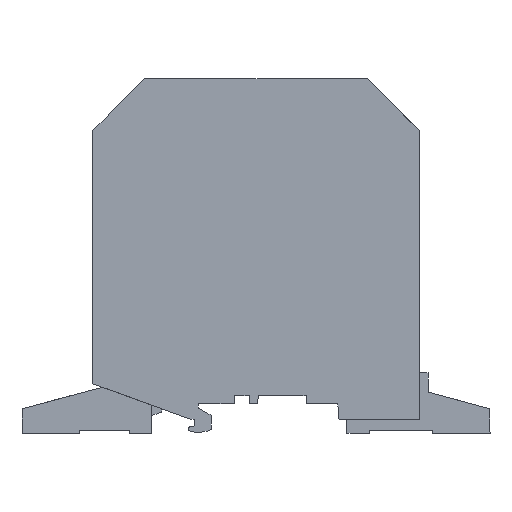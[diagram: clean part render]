
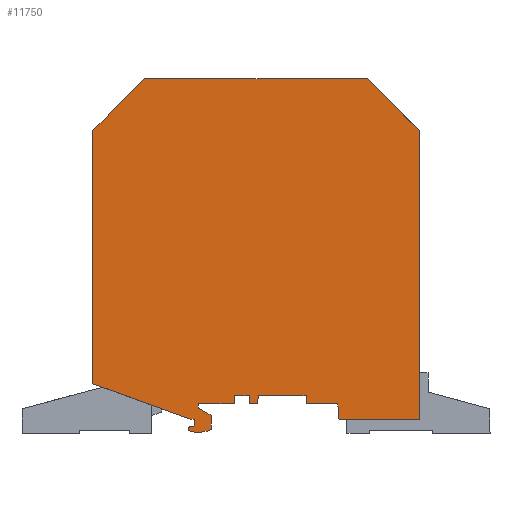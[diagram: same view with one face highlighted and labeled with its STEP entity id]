
A CAD part, left-side view. The second image highlights one B-rep face of the part: STEP entity #11750.
In plain terms, the highlighted face is planar.
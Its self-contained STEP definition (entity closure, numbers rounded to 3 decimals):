
#9530=CARTESIAN_POINT('',(-7.755,52.375,
-25.));
#9540=DIRECTION('',(0.,0.,-1.));
#9550=DIRECTION('',(-1.,0.,0.));
#9560=AXIS2_PLACEMENT_3D('',#9530,#9540,#9550);
#9570=PLANE('',#9560);
#9580=CARTESIAN_POINT('',(0.,-6.131,
-25.));
#9590=DIRECTION('',(0.94,0.342,
0.));
#9600=VECTOR('',#9590,1.);
#9610=LINE('',#9580,#9600);
#9620=CARTESIAN_POINT('',(16.6,-0.089,
-25.));
#9630=VERTEX_POINT('',#9620);
#9640=CARTESIAN_POINT('',(41.4,8.937,
-25.));
#9650=VERTEX_POINT('',#9640);
#9660=EDGE_CURVE('',#9630,#9650,#9610,.T.);
#9670=ORIENTED_EDGE('',*,*,#9660,.F.);
#9680=CARTESIAN_POINT('',(41.4,166.911,-25.)
);
#9690=DIRECTION('',(0.,1.,0.));
#9700=VECTOR('',#9690,1.);
#9710=LINE('',#9680,#9700);
#9720=CARTESIAN_POINT('',(41.4,73.311,
-25.));
#9730=VERTEX_POINT('',#9720);
#9740=EDGE_CURVE('',#9650,#9730,#9710,.T.);
#9750=ORIENTED_EDGE('',*,*,#9740,.F.);
#9760=CARTESIAN_POINT('',(0.,114.711,
-25.));
#9770=DIRECTION('',(-0.707,0.707,
0.));
#9780=VECTOR('',#9770,1.);
#9790=LINE('',#9760,#9780);
#9800=CARTESIAN_POINT('',(28.3,86.411,-25.));
#9810=VERTEX_POINT('',#9800);
#9820=EDGE_CURVE('',#9730,#9810,#9790,.T.);
#9830=ORIENTED_EDGE('',*,*,#9820,.F.);
#9840=CARTESIAN_POINT('',(0.,86.411,
-25.));
#9850=DIRECTION('',(-1.,0.,0.));
#9860=VECTOR('',#9850,1.);
#9870=LINE('',#9840,#9860);
#9880=CARTESIAN_POINT('',(-28.3,86.411,
-25.));
#9890=VERTEX_POINT('',#9880);
#9900=EDGE_CURVE('',#9810,#9890,#9870,.T.);
#9910=ORIENTED_EDGE('',*,*,#9900,.F.);
#9920=CARTESIAN_POINT('',(0.,114.711,
-25.));
#9930=DIRECTION('',(-0.707,-0.707,
0.));
#9940=VECTOR('',#9930,1.);
#9950=LINE('',#9920,#9940);
#9960=CARTESIAN_POINT('',(-41.4,73.311,
-25.));
#9970=VERTEX_POINT('',#9960);
#9980=EDGE_CURVE('',#9890,#9970,#9950,.T.);
#9990=ORIENTED_EDGE('',*,*,#9980,.F.);
#10000=CARTESIAN_POINT('',(-41.4,166.911,
-25.));
#10010=DIRECTION('',(0.,1.,0.));
#10020=VECTOR('',#10010,1.);
#10030=LINE('',#10000,#10020);
#10040=CARTESIAN_POINT('',(-41.4,-0.089,
-25.));
#10050=VERTEX_POINT('',#10040);
#10060=EDGE_CURVE('',#10050,#9970,#10030,.T.);
#10070=ORIENTED_EDGE('',*,*,#10060,.T.);
#10080=CARTESIAN_POINT('',(0.,-0.089,
-25.));
#10090=DIRECTION('',(1.,0.,0.));
#10100=VECTOR('',#10090,1.);
#10110=LINE('',#10080,#10100);
#10120=CARTESIAN_POINT('',(-21.092,-0.089,
-25.));
#10130=VERTEX_POINT('',#10120);
#10140=EDGE_CURVE('',#10050,#10130,#10110,.T.);
#10150=ORIENTED_EDGE('',*,*,#10140,.F.);
#10160=CARTESIAN_POINT('',(-6.468,166.911,
-25.));
#10170=DIRECTION('',(0.087,0.996,
0.));
#10180=VECTOR('',#10170,1.);
#10190=LINE('',#10160,#10180);
#10200=CARTESIAN_POINT('',(-20.75,3.811,
-25.));
#10210=VERTEX_POINT('',#10200);
#10220=EDGE_CURVE('',#10130,#10210,#10190,.T.);
#10230=ORIENTED_EDGE('',*,*,#10220,.F.);
#10240=CARTESIAN_POINT('',(0.,3.811,
-25.));
#10250=DIRECTION('',(1.,0.,0.));
#10260=VECTOR('',#10250,1.);
#10270=LINE('',#10240,#10260);
#10280=CARTESIAN_POINT('',(-12.7,3.811,
-25.));
#10290=VERTEX_POINT('',#10280);
#10300=EDGE_CURVE('',#10210,#10290,#10270,.T.);
#10310=ORIENTED_EDGE('',*,*,#10300,.F.);
#10320=CARTESIAN_POINT('',(-12.7,166.911,
-25.));
#10330=DIRECTION('',(0.,1.,0.));
#10340=VECTOR('',#10330,1.);
#10350=LINE('',#10320,#10340);
#10360=CARTESIAN_POINT('',(-12.7,5.961,
-25.));
#10370=VERTEX_POINT('',#10360);
#10380=EDGE_CURVE('',#10290,#10370,#10350,.T.);
#10390=ORIENTED_EDGE('',*,*,#10380,.F.);
#10400=CARTESIAN_POINT('',(0.,5.961,
-25.));
#10410=DIRECTION('',(1.,0.,0.));
#10420=VECTOR('',#10410,1.);
#10430=LINE('',#10400,#10420);
#10440=CARTESIAN_POINT('',(-0.6,5.961,
-25.));
#10450=VERTEX_POINT('',#10440);
#10460=EDGE_CURVE('',#10370,#10450,#10430,.T.);
#10470=ORIENTED_EDGE('',*,*,#10460,.F.);
#10480=CARTESIAN_POINT('',(0.034,-1.289,
-25.));
#10490=DIRECTION('',(0.087,-0.996,
0.));
#10500=VECTOR('',#10490,1.);
#10510=LINE('',#10480,#10500);
#10520=CARTESIAN_POINT('',(-0.412,3.818,
-25.));
#10530=VERTEX_POINT('',#10520);
#10540=EDGE_CURVE('',#10450,#10530,#10510,.T.);
#10550=ORIENTED_EDGE('',*,*,#10540,.F.);
#10560=CARTESIAN_POINT('',(0.,3.818,
-25.));
#10570=DIRECTION('',(1.,0.,0.));
#10580=VECTOR('',#10570,1.);
#10590=LINE('',#10560,#10580);
#10600=CARTESIAN_POINT('',(1.7,3.818,
-25.));
#10610=VERTEX_POINT('',#10600);
#10620=EDGE_CURVE('',#10530,#10610,#10590,.T.);
#10630=ORIENTED_EDGE('',*,*,#10620,.F.);
#10640=CARTESIAN_POINT('',(1.7,-1.289,
-25.));
#10650=DIRECTION('',(0.,1.,0.));
#10660=VECTOR('',#10650,1.);
#10670=LINE('',#10640,#10660);
#10680=CARTESIAN_POINT('',(1.7,5.961,
-25.));
#10690=VERTEX_POINT('',#10680);
#10700=EDGE_CURVE('',#10610,#10690,#10670,.T.);
#10710=ORIENTED_EDGE('',*,*,#10700,.F.);
#10720=CARTESIAN_POINT('',(5.5,5.961,
-25.));
#10730=VERTEX_POINT('',#10720);
#10740=EDGE_CURVE('',#10690,#10730,#10430,.T.);
#10750=ORIENTED_EDGE('',*,*,#10740,.F.);
#10760=CARTESIAN_POINT('',(5.5,166.911,-25.
));
#10770=DIRECTION('',(0.,-1.,0.));
#10780=VECTOR('',#10770,1.);
#10790=LINE('',#10760,#10780);
#10800=CARTESIAN_POINT('',(5.5,3.861,
-25.));
#10810=VERTEX_POINT('',#10800);
#10820=EDGE_CURVE('',#10730,#10810,#10790,.T.);
#10830=ORIENTED_EDGE('',*,*,#10820,.F.);
#10840=CARTESIAN_POINT('',(0.,3.861,
-25.));
#10850=DIRECTION('',(1.,0.,0.));
#10860=VECTOR('',#10850,1.);
#10870=LINE('',#10840,#10860);
#10880=CARTESIAN_POINT('',(14.6,3.861,
-25.));
#10890=VERTEX_POINT('',#10880);
#10900=EDGE_CURVE('',#10810,#10890,#10870,.T.);
#10910=ORIENTED_EDGE('',*,*,#10900,.F.);
#10920=CARTESIAN_POINT('',(14.6,166.911,-25.
));
#10930=DIRECTION('',(0.,-1.,0.));
#10940=VECTOR('',#10930,1.);
#10950=LINE('',#10920,#10940);
#10960=CARTESIAN_POINT('',(14.6,2.761,
-25.));
#10970=VERTEX_POINT('',#10960);
#10980=EDGE_CURVE('',#10890,#10970,#10950,.T.);
#10990=ORIENTED_EDGE('',*,*,#10980,.F.);
#11000=CARTESIAN_POINT('',(0.,-5.669,
-25.));
#11010=DIRECTION('',(-0.866,-0.5,
0.));
#11020=VECTOR('',#11010,1.);
#11030=LINE('',#11000,#11020);
#11040=CARTESIAN_POINT('',(11.4,0.913,
-25.));
#11050=VERTEX_POINT('',#11040);
#11060=EDGE_CURVE('',#10970,#11050,#11030,.T.);
#11070=ORIENTED_EDGE('',*,*,#11060,.F.);
#11080=CARTESIAN_POINT('',(11.4,-1.289,
-25.));
#11090=DIRECTION('',(0.,-1.,0.));
#11100=VECTOR('',#11090,1.);
#11110=LINE('',#11080,#11100);
#11120=CARTESIAN_POINT('',(11.4,-2.639,
-25.));
#11130=VERTEX_POINT('',#11120);
#11140=EDGE_CURVE('',#11050,#11130,#11110,.T.);
#11150=ORIENTED_EDGE('',*,*,#11140,.F.);
#11160=CARTESIAN_POINT('',(14.6,3.811,
-25.));
#11170=DIRECTION('',(0.,0.,1.));
#11180=DIRECTION('',(1.,0.,0.));
#11190=AXIS2_PLACEMENT_3D('',#11160,#11170,#11180);
#11200=CIRCLE('',#11190,7.2);
#11210=CARTESIAN_POINT('',(16.749,-3.061,
-25.));
#11220=VERTEX_POINT('',#11210);
#11230=EDGE_CURVE('',#11130,#11220,#11200,.T.);
#11240=ORIENTED_EDGE('',*,*,#11230,.F.);
#11250=CARTESIAN_POINT('',(16.6,-2.584,
-25.));
#11260=DIRECTION('',(0.,0.,1.));
#11270=DIRECTION('',(1.,0.,0.));
#11280=AXIS2_PLACEMENT_3D('',#11250,#11260,#11270);
#11290=CIRCLE('',#11280,0.5);
#11300=CARTESIAN_POINT('',(17.1,-2.584,
-25.));
#11310=VERTEX_POINT('',#11300);
#11320=EDGE_CURVE('',#11220,#11310,#11290,.T.);
#11330=ORIENTED_EDGE('',*,*,#11320,.F.);
#11340=CARTESIAN_POINT('',(17.1,-1.289,
-25.));
#11350=DIRECTION('',(0.,1.,0.));
#11360=VECTOR('',#11350,1.);
#11370=LINE('',#11340,#11360);
#11380=CARTESIAN_POINT('',(17.1,-2.423,
-25.));
#11390=VERTEX_POINT('',#11380);
#11400=EDGE_CURVE('',#11310,#11390,#11370,.T.);
#11410=ORIENTED_EDGE('',*,*,#11400,.F.);
#11420=CARTESIAN_POINT('',(16.6,-2.423,
-25.));
#11430=DIRECTION('',(0.,0.,1.));
#11440=DIRECTION('',(1.,0.,0.));
#11450=AXIS2_PLACEMENT_3D('',#11420,#11430,#11440);
#11460=CIRCLE('',#11450,0.5);
#11470=CARTESIAN_POINT('',(16.687,-1.931,
-25.));
#11480=VERTEX_POINT('',#11470);
#11490=EDGE_CURVE('',#11390,#11480,#11460,.T.);
#11500=ORIENTED_EDGE('',*,*,#11490,.F.);
#11510=CARTESIAN_POINT('',(0.,1.012,
-25.));
#11520=DIRECTION('',(-0.985,0.174,
0.));
#11530=VECTOR('',#11520,1.);
#11540=LINE('',#11510,#11530);
#11550=CARTESIAN_POINT('',(15.6,-1.739,
-25.));
#11560=VERTEX_POINT('',#11550);
#11570=EDGE_CURVE('',#11480,#11560,#11540,.T.);
#11580=ORIENTED_EDGE('',*,*,#11570,.F.);
#11590=CARTESIAN_POINT('',(15.6,-1.289,
-25.));
#11600=DIRECTION('',(0.,1.,0.));
#11610=VECTOR('',#11600,1.);
#11620=LINE('',#11590,#11610);
#11630=CARTESIAN_POINT('',(15.6,-0.089,
-25.));
#11640=VERTEX_POINT('',#11630);
#11650=EDGE_CURVE('',#11560,#11640,#11620,.T.);
#11660=ORIENTED_EDGE('',*,*,#11650,.F.);
#11670=CARTESIAN_POINT('',(0.,-0.089,
-25.));
#11680=DIRECTION('',(1.,0.,0.));
#11690=VECTOR('',#11680,1.);
#11700=LINE('',#11670,#11690);
#11710=EDGE_CURVE('',#11640,#9630,#11700,.T.);
#11720=ORIENTED_EDGE('',*,*,#11710,.F.);
#11730=EDGE_LOOP('',(#11720,#11660,#11580,#11500,#11410,#11330,#11240,
#11150,#11070,#10990,#10910,#10830,#10750,#10710,#10630,#10550,#10470,
#10390,#10310,#10230,#10150,#10070,#9990,#9910,#9830,#9750,#9670));
#11740=FACE_OUTER_BOUND('',#11730,.T.);
#11750=ADVANCED_FACE('',(#11740),#9570,.T.);
